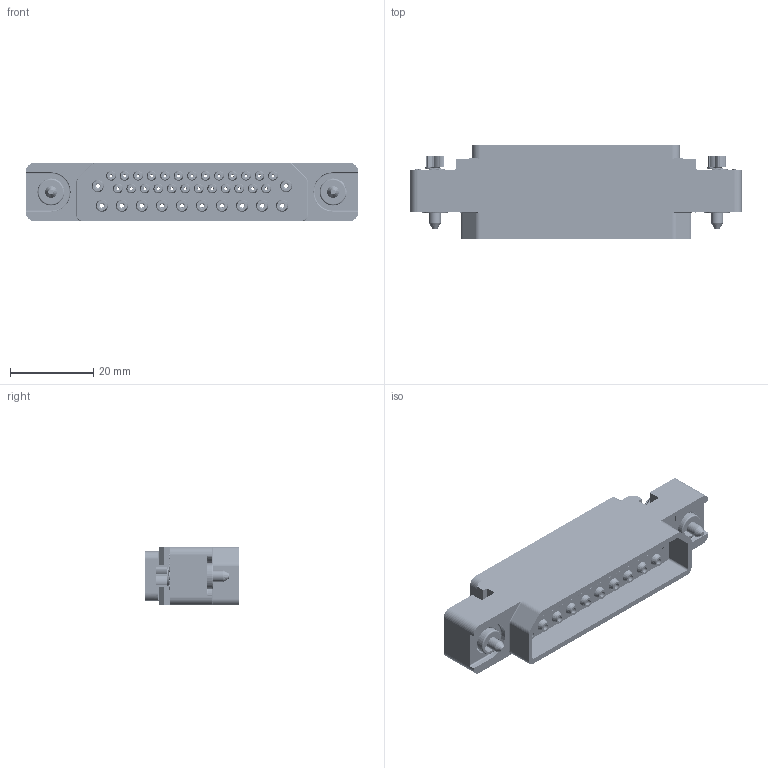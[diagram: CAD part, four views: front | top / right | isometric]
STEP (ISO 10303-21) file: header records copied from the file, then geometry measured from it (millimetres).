
FILE_DESCRIPTION((''),'2;1');
FILE_NAME('1900ND09P1A00A','2019-10-29T',('presta_be4'),(''),'CREO PARAMETRIC BY PTC INC, 2018360','CREO PARAMETRIC BY PTC INC, 2018360','');
FILE_SCHEMA(('CONFIG_CONTROL_DESIGN'));
Products named in the file (1): 1900ND09P1A00A
Bounding box: 80 x 22.8 x 14 mm (x, y, z)
Volume: 12671.4 mm3; surface area: 14985.1 mm2
Topology: 1 solids, 3 shells, 4696 faces, 11254 edges, 6868 vertices
Faces by surface type: plane 1844, cylinder 1290, torus 874, cone 660, extrusion 28
Entity records: 145140 total; most frequent: CARTESIAN_POINT 33630, DIRECTION 24500, ORIENTED_EDGE 22500, EDGE_CURVE 11250, AXIS2_PLACEMENT_3D 9196, VERTEX_POINT 6868, VECTOR 6108, LINE 6080
